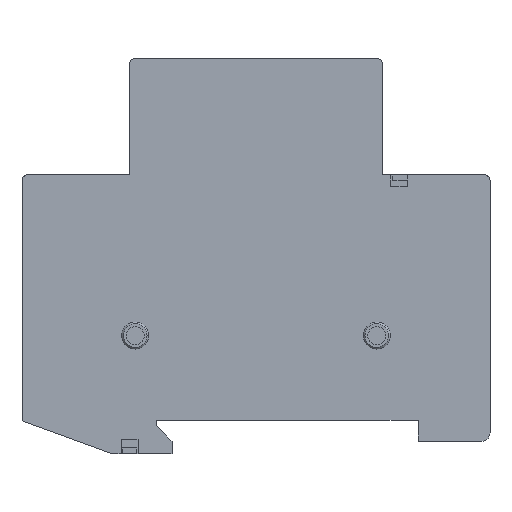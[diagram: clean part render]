
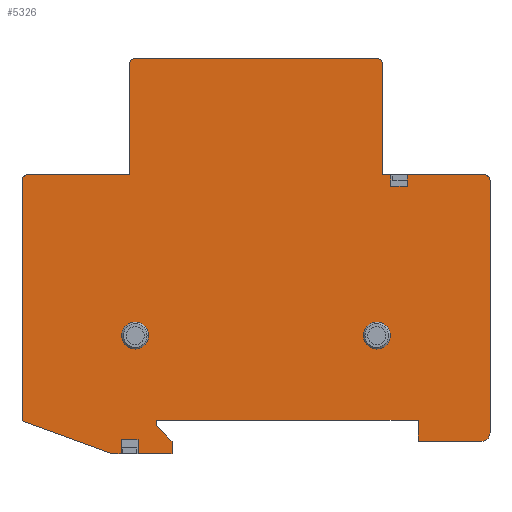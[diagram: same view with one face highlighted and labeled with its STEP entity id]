
A CAD part, left-side view. The second image highlights one B-rep face of the part: STEP entity #5326.
In plain terms, the highlighted planar face has unit normal (-1, 0, 0).
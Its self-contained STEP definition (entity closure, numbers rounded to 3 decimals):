
#141=DIRECTION('',(0.,1.,0.));
#142=VECTOR('',#141,1.715);
#143=CARTESIAN_POINT('',(0.,6.25,-5.9));
#144=LINE('',#143,#142);
#149=DIRECTION('',(0.,0.94,0.342));
#150=VECTOR('',#149,16.958);
#151=CARTESIAN_POINT('',(0.,7.965,-5.9));
#152=LINE('',#151,#150);
#156=DIRECTION('',(0.,0.,1.));
#157=VECTOR('',#156,42.8);
#158=CARTESIAN_POINT('',(0.,23.9,-0.1));
#159=LINE('',#158,#157);
#163=CARTESIAN_POINT('',(0.,22.9,42.7));
#164=DIRECTION('',(1.,0.,0.));
#165=DIRECTION('',(0.,1.,0.));
#166=AXIS2_PLACEMENT_3D('',#163,#164,#165);
#171=DIRECTION('',(0.,-1.,0.));
#172=VECTOR('',#171,18.15);
#173=CARTESIAN_POINT('',(0.,22.9,43.7));
#174=LINE('',#173,#172);
#178=DIRECTION('',(0.,0.,1.));
#179=VECTOR('',#178,19.7);
#180=CARTESIAN_POINT('',(0.,4.75,43.7));
#181=LINE('',#180,#179);
#185=CARTESIAN_POINT('',(0.,3.75,63.4));
#186=DIRECTION('',(1.,0.,0.));
#187=DIRECTION('',(0.,1.,0.));
#188=AXIS2_PLACEMENT_3D('',#185,#186,#187);
#193=DIRECTION('',(0.,-1.,0.));
#194=VECTOR('',#193,43.);
#195=CARTESIAN_POINT('',(0.,3.75,64.4));
#196=LINE('',#195,#194);
#200=CARTESIAN_POINT('',(0.,-39.25,63.4));
#201=DIRECTION('',(1.,0.,0.));
#202=DIRECTION('',(0.,0.,1.));
#203=AXIS2_PLACEMENT_3D('',#200,#201,#202);
#208=DIRECTION('',(0.,0.,-1.));
#209=VECTOR('',#208,19.7);
#210=CARTESIAN_POINT('',(0.,-40.25,63.4));
#211=LINE('',#210,#209);
#215=DIRECTION('',(0.,-1.,0.));
#216=VECTOR('',#215,1.45);
#217=CARTESIAN_POINT('',(0.,-40.25,43.7));
#218=LINE('',#217,#216);
#222=DIRECTION('',(0.,-1.,0.));
#223=VECTOR('',#222,13.7);
#224=CARTESIAN_POINT('',(0.,-44.7,43.7));
#225=LINE('',#224,#223);
#229=CARTESIAN_POINT('',(0.,-58.4,42.7));
#230=DIRECTION('',(1.,0.,0.));
#231=DIRECTION('',(0.,0.,1.));
#232=AXIS2_PLACEMENT_3D('',#229,#230,#231);
#237=DIRECTION('',(0.,0.,-1.));
#238=VECTOR('',#237,44.9);
#239=CARTESIAN_POINT('',(0.,-59.4,42.7));
#240=LINE('',#239,#238);
#244=CARTESIAN_POINT('',(0.,-57.9,-2.2));
#245=DIRECTION('',(1.,0.,0.));
#246=DIRECTION('',(0.,-1.,0.));
#247=AXIS2_PLACEMENT_3D('',#244,#245,#246);
#252=DIRECTION('',(0.,1.,0.));
#253=VECTOR('',#252,11.3);
#254=CARTESIAN_POINT('',(0.,-57.9,-3.7));
#255=LINE('',#254,#253);
#259=DIRECTION('',(0.,0.,1.));
#260=VECTOR('',#259,3.7);
#261=CARTESIAN_POINT('',(0.,-46.6,-3.7));
#262=LINE('',#261,#260);
#266=DIRECTION('',(0.,1.,0.));
#267=VECTOR('',#266,46.6);
#268=CARTESIAN_POINT('',(0.,-46.6,0.));
#269=LINE('',#268,#267);
#273=DIRECTION('',(0.,0.,-1.));
#274=VECTOR('',#273,0.9);
#275=CARTESIAN_POINT('',(0.,0.,0.));
#276=LINE('',#275,#274);
#280=DIRECTION('',(0.,-0.707,-0.707));
#281=VECTOR('',#280,3.96);
#282=CARTESIAN_POINT('',(0.,0.,-0.9));
#283=LINE('',#282,#281);
#287=DIRECTION('',(0.,0.,-1.));
#288=VECTOR('',#287,2.2);
#289=CARTESIAN_POINT('',(0.,-2.8,-3.7));
#290=LINE('',#289,#288);
#294=DIRECTION('',(0.,1.,0.));
#295=VECTOR('',#294,6.05);
#296=CARTESIAN_POINT('',(0.,-2.8,-5.9));
#297=LINE('',#296,#295);
#301=DIRECTION('',(0.,0.,1.));
#302=VECTOR('',#301,2.5);
#303=CARTESIAN_POINT('',(0.,3.25,-5.9));
#304=LINE('',#303,#302);
#308=CARTESIAN_POINT('',(0.,3.75,15.1));
#309=DIRECTION('',(-1.,0.,0.));
#310=DIRECTION('',(0.,1.,0.));
#311=AXIS2_PLACEMENT_3D('',#308,#309,#310);
#316=CARTESIAN_POINT('',(0.,3.75,15.1));
#317=DIRECTION('',(-1.,0.,0.));
#318=DIRECTION('',(0.,-1.,0.));
#319=AXIS2_PLACEMENT_3D('',#316,#317,#318);
#324=CARTESIAN_POINT('',(0.,-39.25,15.1));
#325=DIRECTION('',(-1.,0.,0.));
#326=DIRECTION('',(0.,1.,0.));
#327=AXIS2_PLACEMENT_3D('',#324,#325,#326);
#332=CARTESIAN_POINT('',(0.,-39.25,15.1));
#333=DIRECTION('',(-1.,0.,0.));
#334=DIRECTION('',(0.,-1.,0.));
#335=AXIS2_PLACEMENT_3D('',#332,#333,#334);
#347=DIRECTION('',(0.,0.,1.));
#348=VECTOR('',#347,2.5);
#349=CARTESIAN_POINT('',(0.,6.25,-5.9));
#350=LINE('',#349,#348);
#396=DIRECTION('',(0.,-1.,0.));
#397=VECTOR('',#396,3.);
#398=CARTESIAN_POINT('',(0.,6.25,-3.4));
#399=LINE('',#398,#397);
#888=DIRECTION('',(0.,0.,-1.));
#889=VECTOR('',#888,2.);
#890=CARTESIAN_POINT('',(0.,-44.7,43.7));
#891=LINE('',#890,#889);
#937=DIRECTION('',(0.,1.,0.));
#938=VECTOR('',#937,3.);
#939=CARTESIAN_POINT('',(0.,-44.7,41.7));
#940=LINE('',#939,#938);
#951=DIRECTION('',(0.,0.,1.));
#952=VECTOR('',#951,2.);
#953=CARTESIAN_POINT('',(0.,-41.7,41.7));
#954=LINE('',#953,#952);
#4431=CARTESIAN_POINT('',(0.,6.25,-5.9));
#4432=CARTESIAN_POINT('',(0.,6.25,-3.4));
#4433=VERTEX_POINT('',#4431);
#4434=VERTEX_POINT('',#4432);
#4435=CARTESIAN_POINT('',(0.,7.965,-5.9));
#4436=VERTEX_POINT('',#4435);
#4437=CARTESIAN_POINT('',(0.,23.9,-0.1));
#4438=VERTEX_POINT('',#4437);
#4439=CARTESIAN_POINT('',(0.,23.9,42.7));
#4440=VERTEX_POINT('',#4439);
#4441=CARTESIAN_POINT('',(0.,22.9,43.7));
#4442=VERTEX_POINT('',#4441);
#4443=CARTESIAN_POINT('',(0.,4.75,43.7));
#4444=VERTEX_POINT('',#4443);
#4445=CARTESIAN_POINT('',(0.,4.75,63.4));
#4446=VERTEX_POINT('',#4445);
#4447=CARTESIAN_POINT('',(0.,3.75,64.4));
#4448=VERTEX_POINT('',#4447);
#4449=CARTESIAN_POINT('',(0.,-39.25,64.4));
#4450=VERTEX_POINT('',#4449);
#4451=CARTESIAN_POINT('',(0.,-40.25,63.4));
#4452=VERTEX_POINT('',#4451);
#4453=CARTESIAN_POINT('',(0.,-40.25,43.7));
#4454=VERTEX_POINT('',#4453);
#4455=CARTESIAN_POINT('',(0.,-41.7,43.7));
#4456=VERTEX_POINT('',#4455);
#4457=CARTESIAN_POINT('',(0.,-41.7,41.7));
#4458=VERTEX_POINT('',#4457);
#4459=CARTESIAN_POINT('',(0.,-44.7,41.7));
#4460=VERTEX_POINT('',#4459);
#4461=CARTESIAN_POINT('',(0.,-44.7,43.7));
#4462=VERTEX_POINT('',#4461);
#4463=CARTESIAN_POINT('',(0.,-58.4,43.7));
#4464=VERTEX_POINT('',#4463);
#4465=CARTESIAN_POINT('',(0.,-59.4,42.7));
#4466=VERTEX_POINT('',#4465);
#4467=CARTESIAN_POINT('',(0.,-59.4,-2.2));
#4468=VERTEX_POINT('',#4467);
#4469=CARTESIAN_POINT('',(0.,-57.9,-3.7));
#4470=VERTEX_POINT('',#4469);
#4471=CARTESIAN_POINT('',(0.,-46.6,-3.7));
#4472=VERTEX_POINT('',#4471);
#4473=CARTESIAN_POINT('',(0.,-46.6,0.));
#4474=VERTEX_POINT('',#4473);
#4475=CARTESIAN_POINT('',(0.,0.,0.));
#4476=VERTEX_POINT('',#4475);
#4477=CARTESIAN_POINT('',(0.,0.,-0.9));
#4478=VERTEX_POINT('',#4477);
#4479=CARTESIAN_POINT('',(0.,-2.8,-3.7));
#4480=VERTEX_POINT('',#4479);
#4481=CARTESIAN_POINT('',(0.,-2.8,-5.9));
#4482=VERTEX_POINT('',#4481);
#4483=CARTESIAN_POINT('',(0.,3.25,-5.9));
#4484=VERTEX_POINT('',#4483);
#4485=CARTESIAN_POINT('',(0.,3.25,-3.4));
#4486=VERTEX_POINT('',#4485);
#4487=CARTESIAN_POINT('',(0.,6.15,15.1));
#4488=CARTESIAN_POINT('',(0.,1.35,15.1));
#4489=VERTEX_POINT('',#4487);
#4490=VERTEX_POINT('',#4488);
#4491=CARTESIAN_POINT('',(0.,-36.85,15.1));
#4492=CARTESIAN_POINT('',(0.,-41.65,15.1));
#4493=VERTEX_POINT('',#4491);
#4494=VERTEX_POINT('',#4492);
#5251=CARTESIAN_POINT('',(0.,-17.75,0.));
#5252=DIRECTION('',(1.,0.,0.));
#5253=DIRECTION('',(0.,1.,0.));
#5254=AXIS2_PLACEMENT_3D('',#5251,#5252,#5253);
#5255=PLANE('',#5254);
#5257=ORIENTED_EDGE('',*,*,#5256,.F.);
#5259=ORIENTED_EDGE('',*,*,#5258,.T.);
#5261=ORIENTED_EDGE('',*,*,#5260,.T.);
#5263=ORIENTED_EDGE('',*,*,#5262,.T.);
#5265=ORIENTED_EDGE('',*,*,#5264,.T.);
#5267=ORIENTED_EDGE('',*,*,#5266,.T.);
#5269=ORIENTED_EDGE('',*,*,#5268,.T.);
#5271=ORIENTED_EDGE('',*,*,#5270,.T.);
#5273=ORIENTED_EDGE('',*,*,#5272,.T.);
#5275=ORIENTED_EDGE('',*,*,#5274,.T.);
#5277=ORIENTED_EDGE('',*,*,#5276,.T.);
#5279=ORIENTED_EDGE('',*,*,#5278,.T.);
#5281=ORIENTED_EDGE('',*,*,#5280,.F.);
#5283=ORIENTED_EDGE('',*,*,#5282,.F.);
#5285=ORIENTED_EDGE('',*,*,#5284,.F.);
#5287=ORIENTED_EDGE('',*,*,#5286,.T.);
#5289=ORIENTED_EDGE('',*,*,#5288,.T.);
#5291=ORIENTED_EDGE('',*,*,#5290,.T.);
#5293=ORIENTED_EDGE('',*,*,#5292,.T.);
#5295=ORIENTED_EDGE('',*,*,#5294,.T.);
#5297=ORIENTED_EDGE('',*,*,#5296,.T.);
#5299=ORIENTED_EDGE('',*,*,#5298,.T.);
#5301=ORIENTED_EDGE('',*,*,#5300,.T.);
#5303=ORIENTED_EDGE('',*,*,#5302,.T.);
#5305=ORIENTED_EDGE('',*,*,#5304,.T.);
#5307=ORIENTED_EDGE('',*,*,#5306,.T.);
#5309=ORIENTED_EDGE('',*,*,#5308,.T.);
#5311=ORIENTED_EDGE('',*,*,#5310,.F.);
#5312=EDGE_LOOP('',(#5257,#5259,#5261,#5263,#5265,#5267,#5269,#5271,#5273,#5275,
#5277,#5279,#5281,#5283,#5285,#5287,#5289,#5291,#5293,#5295,#5297,#5299,#5301,
#5303,#5305,#5307,#5309,#5311));
#5313=FACE_OUTER_BOUND('',#5312,.F.);
#5315=ORIENTED_EDGE('',*,*,#5314,.T.);
#5317=ORIENTED_EDGE('',*,*,#5316,.T.);
#5318=EDGE_LOOP('',(#5315,#5317));
#5319=FACE_BOUND('',#5318,.F.);
#5321=ORIENTED_EDGE('',*,*,#5320,.T.);
#5323=ORIENTED_EDGE('',*,*,#5322,.T.);
#5324=EDGE_LOOP('',(#5321,#5323));
#5325=FACE_BOUND('',#5324,.F.);
#167=CIRCLE('',#166,1.);
#189=CIRCLE('',#188,1.);
#204=CIRCLE('',#203,1.);
#233=CIRCLE('',#232,1.);
#248=CIRCLE('',#247,1.5);
#312=CIRCLE('',#311,2.4);
#320=CIRCLE('',#319,2.4);
#328=CIRCLE('',#327,2.4);
#336=CIRCLE('',#335,2.4);
#5256=EDGE_CURVE('',#4433,#4434,#350,.T.);
#5258=EDGE_CURVE('',#4433,#4436,#144,.T.);
#5260=EDGE_CURVE('',#4436,#4438,#152,.T.);
#5262=EDGE_CURVE('',#4438,#4440,#159,.T.);
#5264=EDGE_CURVE('',#4440,#4442,#167,.T.);
#5266=EDGE_CURVE('',#4442,#4444,#174,.T.);
#5268=EDGE_CURVE('',#4444,#4446,#181,.T.);
#5270=EDGE_CURVE('',#4446,#4448,#189,.T.);
#5272=EDGE_CURVE('',#4448,#4450,#196,.T.);
#5274=EDGE_CURVE('',#4450,#4452,#204,.T.);
#5276=EDGE_CURVE('',#4452,#4454,#211,.T.);
#5278=EDGE_CURVE('',#4454,#4456,#218,.T.);
#5280=EDGE_CURVE('',#4458,#4456,#954,.T.);
#5282=EDGE_CURVE('',#4460,#4458,#940,.T.);
#5284=EDGE_CURVE('',#4462,#4460,#891,.T.);
#5286=EDGE_CURVE('',#4462,#4464,#225,.T.);
#5288=EDGE_CURVE('',#4464,#4466,#233,.T.);
#5290=EDGE_CURVE('',#4466,#4468,#240,.T.);
#5292=EDGE_CURVE('',#4468,#4470,#248,.T.);
#5294=EDGE_CURVE('',#4470,#4472,#255,.T.);
#5296=EDGE_CURVE('',#4472,#4474,#262,.T.);
#5298=EDGE_CURVE('',#4474,#4476,#269,.T.);
#5300=EDGE_CURVE('',#4476,#4478,#276,.T.);
#5302=EDGE_CURVE('',#4478,#4480,#283,.T.);
#5304=EDGE_CURVE('',#4480,#4482,#290,.T.);
#5306=EDGE_CURVE('',#4482,#4484,#297,.T.);
#5308=EDGE_CURVE('',#4484,#4486,#304,.T.);
#5310=EDGE_CURVE('',#4434,#4486,#399,.T.);
#5314=EDGE_CURVE('',#4489,#4490,#312,.T.);
#5316=EDGE_CURVE('',#4490,#4489,#320,.T.);
#5320=EDGE_CURVE('',#4493,#4494,#328,.T.);
#5322=EDGE_CURVE('',#4494,#4493,#336,.T.);
#5326=ADVANCED_FACE('',(#5313,#5319,#5325),#5255,.F.);
